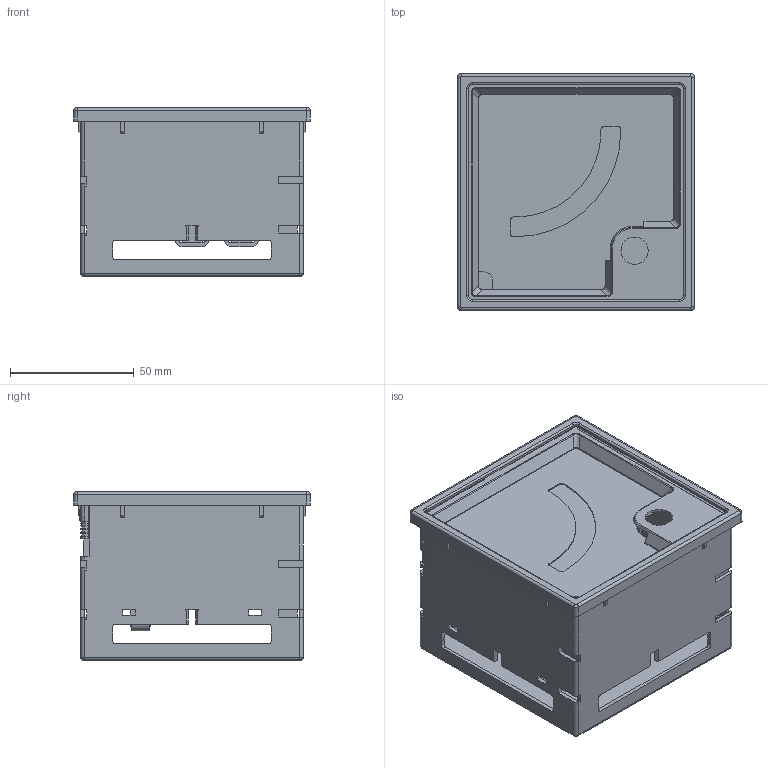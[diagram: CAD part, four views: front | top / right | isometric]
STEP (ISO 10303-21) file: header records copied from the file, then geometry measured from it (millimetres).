
FILE_DESCRIPTION(/* description */ (''),/* implementation_level */ '2;1');
FILE_NAME(/* name */ 'BEQ96_3D CAD_2024-09-26.stp',/* time_stamp */ '2024-09-26T13:22:10+02:00',/* author */ ('JDI'),/* organization */ (''),/* preprocessor_version */ 'ST-DEVELOPER v19.2',/* originating_system */ 'Autodesk Inventor 2023',/* authorisation */ '');
FILE_SCHEMA (('AUTOMOTIVE_DESIGN { 1 0 10303 214 3 1 1 }'));
Length unit declared in the file: millimetre
Products named in the file (1): BEQ96_iam_Simplify_1
Bounding box: 95.85 x 95.85 x 68 mm (x, y, z)
Volume: 83751.2 mm3; surface area: 106931.6 mm2
Topology: 1 solids, 1 shells, 1327 faces, 3827 edges, 2496 vertices
Faces by surface type: plane 1108, cylinder 185, bspline 25, torus 5, cone 3, sphere 1
Full cylindrical faces by diameter (mm): 3.3 x2, 4.3 x2, 5.2 x4, 6.1 x4, 10 x4, 11 x1
Entity records: 47672 total; most frequent: CARTESIAN_POINT 11107, ORIENTED_EDGE 7640, DIRECTION 6821, EDGE_CURVE 3820, LINE 3399, VECTOR 3399, VERTEX_POINT 2496, AXIS2_PLACEMENT_3D 1711
